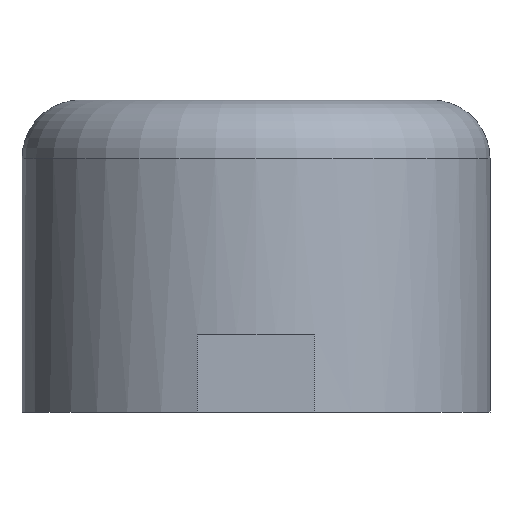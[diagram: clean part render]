
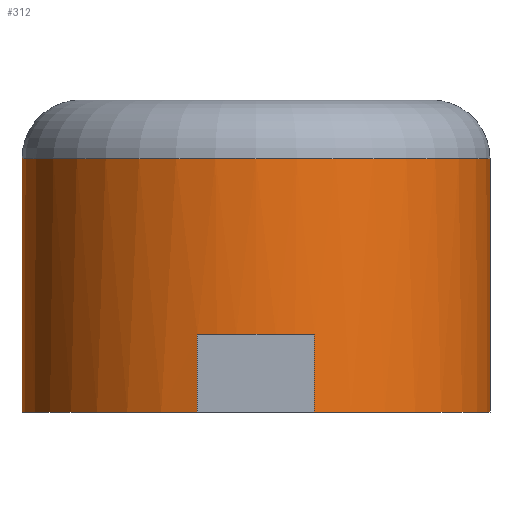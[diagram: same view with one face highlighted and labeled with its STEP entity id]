
A CAD part, left-side view. The second image highlights one B-rep face of the part: STEP entity #312.
In plain terms, the highlighted cylindrical face has radius 3 mm (diameter 6 mm), a full revolution.
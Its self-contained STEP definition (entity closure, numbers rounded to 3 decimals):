
#40=FACE_OUTER_BOUND('',#60,.T.);
#60=EDGE_LOOP('',(#230,#231,#232,#233,#234,#235,#236,#237,#238,#239,#240,
#241));
#80=LINE('',#504,#105);
#81=LINE('',#508,#106);
#82=LINE('',#512,#107);
#83=LINE('',#516,#108);
#84=LINE('',#520,#109);
#105=VECTOR('',#414,3.);
#106=VECTOR('',#417,10.);
#107=VECTOR('',#420,10.);
#108=VECTOR('',#423,10.);
#109=VECTOR('',#426,10.);
#135=CIRCLE('',#354,3.);
#136=CIRCLE('',#356,3.);
#137=CIRCLE('',#357,3.);
#138=CIRCLE('',#358,3.);
#139=CIRCLE('',#359,3.);
#140=CIRCLE('',#360,3.);
#150=VERTEX_POINT('',#499);
#151=VERTEX_POINT('',#503);
#152=VERTEX_POINT('',#505);
#153=VERTEX_POINT('',#507);
#154=VERTEX_POINT('',#509);
#155=VERTEX_POINT('',#511);
#156=VERTEX_POINT('',#513);
#157=VERTEX_POINT('',#515);
#158=VERTEX_POINT('',#517);
#159=VERTEX_POINT('',#519);
#181=EDGE_CURVE('',#150,#150,#135,.T.);
#182=EDGE_CURVE('',#150,#151,#80,.T.);
#183=EDGE_CURVE('',#151,#152,#136,.T.);
#184=EDGE_CURVE('',#152,#153,#81,.T.);
#185=EDGE_CURVE('',#153,#154,#137,.T.);
#186=EDGE_CURVE('',#154,#155,#82,.T.);
#187=EDGE_CURVE('',#155,#156,#138,.T.);
#188=EDGE_CURVE('',#156,#157,#83,.T.);
#189=EDGE_CURVE('',#157,#158,#139,.T.);
#190=EDGE_CURVE('',#158,#159,#84,.T.);
#191=EDGE_CURVE('',#159,#151,#140,.T.);
#230=ORIENTED_EDGE('',*,*,#181,.F.);
#231=ORIENTED_EDGE('',*,*,#182,.T.);
#232=ORIENTED_EDGE('',*,*,#183,.T.);
#233=ORIENTED_EDGE('',*,*,#184,.T.);
#234=ORIENTED_EDGE('',*,*,#185,.T.);
#235=ORIENTED_EDGE('',*,*,#186,.T.);
#236=ORIENTED_EDGE('',*,*,#187,.T.);
#237=ORIENTED_EDGE('',*,*,#188,.T.);
#238=ORIENTED_EDGE('',*,*,#189,.T.);
#239=ORIENTED_EDGE('',*,*,#190,.T.);
#240=ORIENTED_EDGE('',*,*,#191,.T.);
#241=ORIENTED_EDGE('',*,*,#182,.F.);
#296=CYLINDRICAL_SURFACE('',#355,3.);
#312=ADVANCED_FACE('',(#40),#296,.T.);
#354=AXIS2_PLACEMENT_3D('',#501,#410,#411);
#355=AXIS2_PLACEMENT_3D('',#502,#412,#413);
#356=AXIS2_PLACEMENT_3D('',#506,#415,#416);
#357=AXIS2_PLACEMENT_3D('',#510,#418,#419);
#358=AXIS2_PLACEMENT_3D('',#514,#421,#422);
#359=AXIS2_PLACEMENT_3D('',#518,#424,#425);
#360=AXIS2_PLACEMENT_3D('',#521,#427,#428);
#410=DIRECTION('center_axis',(0.,0.,1.));
#411=DIRECTION('ref_axis',(1.,0.,0.));
#412=DIRECTION('center_axis',(0.,0.,1.));
#413=DIRECTION('ref_axis',(1.,0.,0.));
#414=DIRECTION('',(0.,0.,-1.));
#415=DIRECTION('center_axis',(0.,0.,1.));
#416=DIRECTION('ref_axis',(1.,0.,0.));
#417=DIRECTION('',(0.,0.,-1.));
#418=DIRECTION('center_axis',(0.,0.,1.));
#419=DIRECTION('ref_axis',(1.,0.,0.));
#420=DIRECTION('',(0.,0.,1.));
#421=DIRECTION('center_axis',(0.,0.,1.));
#422=DIRECTION('ref_axis',(1.,0.,0.));
#423=DIRECTION('',(0.,0.,-1.));
#424=DIRECTION('center_axis',(0.,0.,1.));
#425=DIRECTION('ref_axis',(1.,0.,0.));
#426=DIRECTION('',(0.,0.,1.));
#427=DIRECTION('center_axis',(0.,0.,1.));
#428=DIRECTION('ref_axis',(1.,0.,0.));
#499=CARTESIAN_POINT('',(-3.,0.,3.25));
#501=CARTESIAN_POINT('Origin',(0.,0.,3.25));
#502=CARTESIAN_POINT('Origin',(0.,0.,0.));
#503=CARTESIAN_POINT('',(-3.,0.,1.));
#504=CARTESIAN_POINT('',(-3.,0.,0.));
#505=CARTESIAN_POINT('',(-2.905,-0.75,1.));
#506=CARTESIAN_POINT('Origin',(0.,0.,1.));
#507=CARTESIAN_POINT('',(-2.905,-0.75,0.));
#508=CARTESIAN_POINT('',(-2.905,-0.75,0.));
#509=CARTESIAN_POINT('',(2.905,-0.75,0.));
#510=CARTESIAN_POINT('Origin',(0.,0.,0.));
#511=CARTESIAN_POINT('',(2.905,-0.75,1.));
#512=CARTESIAN_POINT('',(2.905,-0.75,0.));
#513=CARTESIAN_POINT('',(2.905,0.75,1.));
#514=CARTESIAN_POINT('Origin',(0.,0.,1.));
#515=CARTESIAN_POINT('',(2.905,0.75,0.));
#516=CARTESIAN_POINT('',(2.905,0.75,0.));
#517=CARTESIAN_POINT('',(-2.905,0.75,0.));
#518=CARTESIAN_POINT('Origin',(0.,0.,0.));
#519=CARTESIAN_POINT('',(-2.905,0.75,1.));
#520=CARTESIAN_POINT('',(-2.905,0.75,0.));
#521=CARTESIAN_POINT('Origin',(0.,0.,1.));
